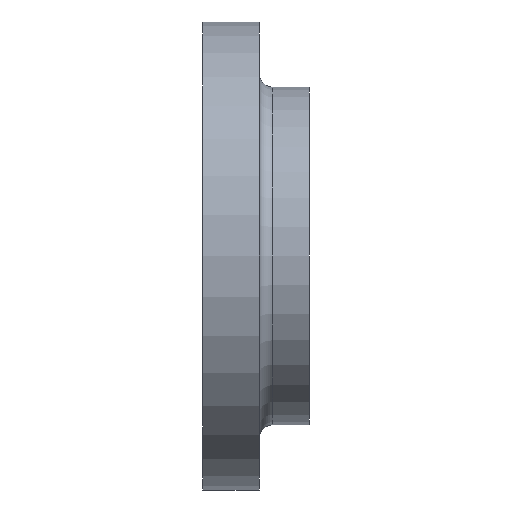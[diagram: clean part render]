
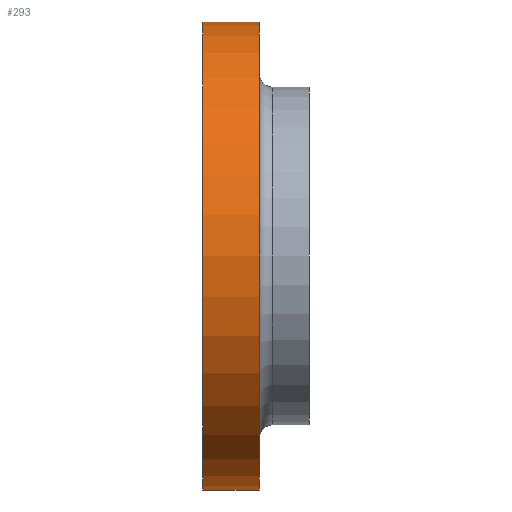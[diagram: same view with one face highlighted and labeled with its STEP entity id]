
A CAD part, front view. The second image highlights one B-rep face of the part: STEP entity #293.
In plain terms, the highlighted cylindrical face has radius 222.25 mm (diameter 444.5 mm), a partial arc.
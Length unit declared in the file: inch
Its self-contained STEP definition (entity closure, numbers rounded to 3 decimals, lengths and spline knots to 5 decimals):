
#36 = LINE ( 'NONE', #1018, #1224 ) ;
#42 = VERTEX_POINT ( 'NONE', #614 ) ;
#83 = DIRECTION ( 'NONE',  ( 0., 0., 1. ) ) ;
#124 = CIRCLE ( 'NONE', #670, 8.75 ) ;
#140 = EDGE_LOOP ( 'NONE', ( #158, #1374, #408, #953 ) ) ;
#158 = ORIENTED_EDGE ( 'NONE', *, *, #226, .F. ) ;
#226 = EDGE_CURVE ( 'NONE', #1122, #1021, #36, .T. ) ;
#255 = CARTESIAN_POINT ( 'NONE',  ( 1.54986, 0., 8.75 ) ) ;
#274 = DIRECTION ( 'NONE',  ( 0., 0., 1. ) ) ;
#293 = ADVANCED_FACE ( 'NONE', ( #1518 ), #509, .T. ) ;
#390 = DIRECTION ( 'NONE',  ( 0., 0., 1. ) ) ;
#403 = DIRECTION ( 'NONE',  ( -1., 0., 0. ) ) ;
#408 = ORIENTED_EDGE ( 'NONE', *, *, #654, .T. ) ;
#420 = EDGE_CURVE ( 'NONE', #1122, #602, #1542, .T. ) ;
#432 = CARTESIAN_POINT ( 'NONE',  ( 1.54986, 0., 0. ) ) ;
#473 = DIRECTION ( 'NONE',  ( -1., 0., 0. ) ) ;
#509 = CYLINDRICAL_SURFACE ( 'NONE', #933, 8.75 ) ;
#574 = DIRECTION ( 'NONE',  ( -1., 0., 0. ) ) ;
#587 = VECTOR ( 'NONE', #473, 39.37008 ) ;
#602 = VERTEX_POINT ( 'NONE', #255 ) ;
#614 = CARTESIAN_POINT ( 'NONE',  ( -0.57514, 0., 8.75 ) ) ;
#654 = EDGE_CURVE ( 'NONE', #602, #42, #1361, .T. ) ;
#657 = DIRECTION ( 'NONE',  ( -1., 0., 0. ) ) ;
#664 = CARTESIAN_POINT ( 'NONE',  ( 0., 0., 0. ) ) ;
#670 = AXIS2_PLACEMENT_3D ( 'NONE', #1294, #1393, #274 ) ;
#933 = AXIS2_PLACEMENT_3D ( 'NONE', #664, #403, #390 ) ;
#953 = ORIENTED_EDGE ( 'NONE', *, *, #1030, .F. ) ;
#1010 = CARTESIAN_POINT ( 'NONE',  ( 1.54986, 0., -8.75 ) ) ;
#1018 = CARTESIAN_POINT ( 'NONE',  ( 0., 0., -8.75 ) ) ;
#1021 = VERTEX_POINT ( 'NONE', #1545 ) ;
#1030 = EDGE_CURVE ( 'NONE', #1021, #42, #124, .T. ) ;
#1114 = AXIS2_PLACEMENT_3D ( 'NONE', #432, #574, #83 ) ;
#1122 = VERTEX_POINT ( 'NONE', #1010 ) ;
#1222 = CARTESIAN_POINT ( 'NONE',  ( 0., 0., 8.75 ) ) ;
#1224 = VECTOR ( 'NONE', #657, 39.37008 ) ;
#1294 = CARTESIAN_POINT ( 'NONE',  ( -0.57514, 0., 0. ) ) ;
#1361 = LINE ( 'NONE', #1222, #587 ) ;
#1374 = ORIENTED_EDGE ( 'NONE', *, *, #420, .T. ) ;
#1393 = DIRECTION ( 'NONE',  ( -1., 0., 0. ) ) ;
#1518 = FACE_OUTER_BOUND ( 'NONE', #140, .T. ) ;
#1542 = CIRCLE ( 'NONE', #1114, 8.75 ) ;
#1545 = CARTESIAN_POINT ( 'NONE',  ( -0.57514, 0., -8.75 ) ) ;
